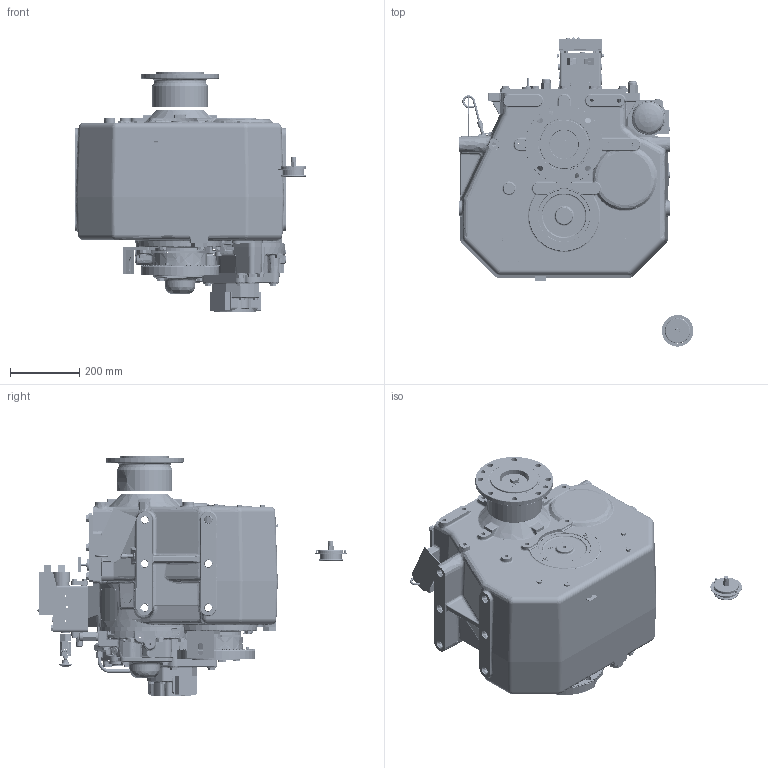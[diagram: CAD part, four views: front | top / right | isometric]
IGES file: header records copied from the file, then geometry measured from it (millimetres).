
Start section: SolidWorks IGES file using analytic representation for surfaces
Global section: file name: 1027662B.IGS; native system: SolidWorks 2010; preprocessor: SolidWorks 2010; author: josephf; date: 160204.154458; units: millimetre
Bounding box: 679.1 x 894.43 x 693.97 mm (x, y, z)
Surface area: 3069025.2 mm2 (no closed solid volume)
Topology: 0 solids, 0 shells, 7749 faces, 99051 edges, 98863 vertices
Faces by surface type: bspline 5823, revolution 1926
